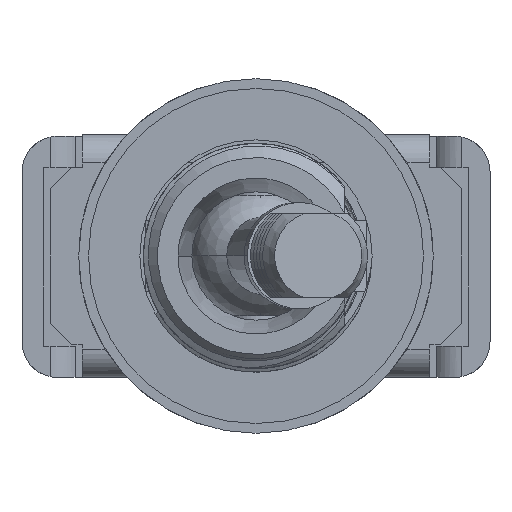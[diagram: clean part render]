
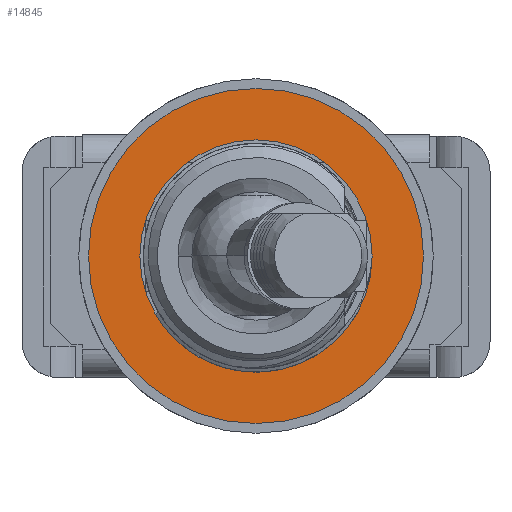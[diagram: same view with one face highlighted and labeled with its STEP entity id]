
A CAD part, front view. The second image highlights one B-rep face of the part: STEP entity #14845.
In plain terms, the highlighted planar face has unit normal (0, -1, 0).
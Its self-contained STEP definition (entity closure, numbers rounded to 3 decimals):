
#1=CARTESIAN_POINT('',(0.,-0.87,0.025));
#2=DIRECTION('',(0.,-1.,0.));
#3=DIRECTION('',(1.,0.,0.));
#4=AXIS2_PLACEMENT_3D('',#1,#2,#3);
#52=CARTESIAN_POINT('',(0.,-0.87,0.025));
#53=DIRECTION('',(0.,1.,0.));
#54=DIRECTION('',(1.,0.,0.));
#55=AXIS2_PLACEMENT_3D('',#52,#53,#54);
#2155=CARTESIAN_POINT('',(0.,-0.87,0.025));
#2156=DIRECTION('',(0.,-1.,0.));
#2157=DIRECTION('',(1.,0.,0.));
#2158=AXIS2_PLACEMENT_3D('',#2155,#2156,#2157);
#2160=CARTESIAN_POINT('',(0.,-0.87,0.025));
#2161=DIRECTION('',(0.,1.,0.));
#2162=DIRECTION('',(1.,0.,0.));
#2163=AXIS2_PLACEMENT_3D('',#2160,#2161,#2162);
#12825=CARTESIAN_POINT('',(4.725,-0.87,0.025));
#12827=VERTEX_POINT('',#12825);
#12828=CARTESIAN_POINT('',(3.275,-0.87,0.025));
#12830=VERTEX_POINT('',#12828);
#12833=CARTESIAN_POINT('',(-4.725,-0.87,0.025));
#12835=VERTEX_POINT('',#12833);
#12836=CARTESIAN_POINT('',(-3.275,-0.87,0.025));
#12838=VERTEX_POINT('',#12836);
#14832=CARTESIAN_POINT('',(0.,-0.87,0.025));
#14833=DIRECTION('',(0.,-1.,0.));
#14834=DIRECTION('',(1.,0.,0.));
#14835=AXIS2_PLACEMENT_3D('',#14832,#14833,#14834);
#14836=PLANE('',#14835);
#14837=ORIENTED_EDGE('',*,*,#14825,.F.);
#14838=ORIENTED_EDGE('',*,*,#14814,.T.);
#14839=EDGE_LOOP('',(#14837,#14838));
#14840=FACE_OUTER_BOUND('',#14839,.F.);
#14841=ORIENTED_EDGE('',*,*,#13127,.F.);
#14842=ORIENTED_EDGE('',*,*,#13110,.T.);
#14843=EDGE_LOOP('',(#14841,#14842));
#14844=FACE_BOUND('',#14843,.F.);
#5=CIRCLE('',#4,3.275);
#56=CIRCLE('',#55,3.275);
#2159=CIRCLE('',#2158,4.725);
#2164=CIRCLE('',#2163,4.725);
#13110=EDGE_CURVE('',#12830,#12838,#5,.T.);
#13127=EDGE_CURVE('',#12830,#12838,#56,.T.);
#14814=EDGE_CURVE('',#12827,#12835,#2164,.T.);
#14825=EDGE_CURVE('',#12827,#12835,#2159,.T.);
#14845=ADVANCED_FACE('',(#14840,#14844),#14836,.T.);
